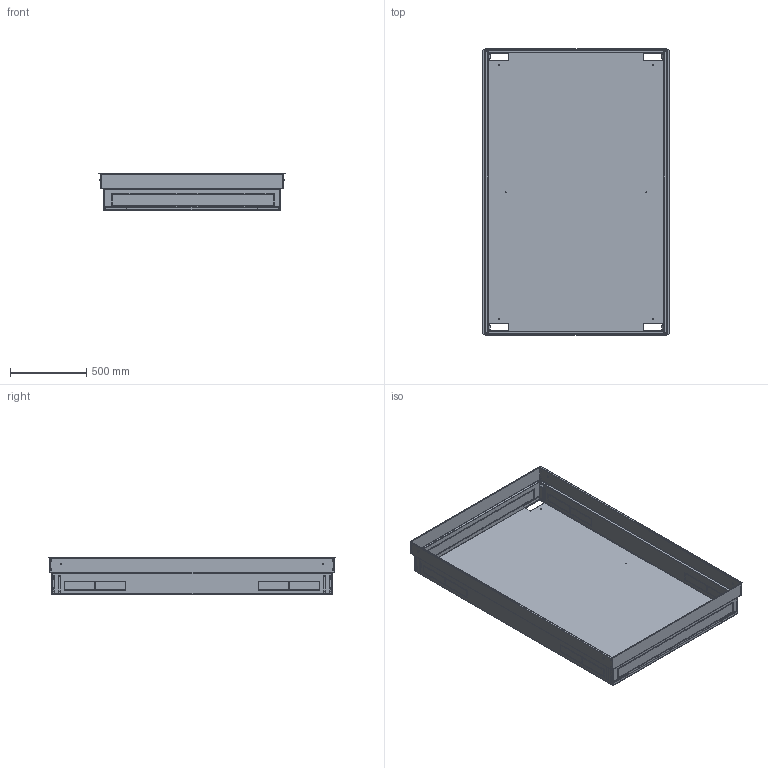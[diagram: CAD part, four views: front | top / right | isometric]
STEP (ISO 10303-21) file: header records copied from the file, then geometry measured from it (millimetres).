
FILE_DESCRIPTION (( 'STEP AP214' ), '1' );
FILE_NAME ('c_il369539-f_3d.STEP', '2019-10-17T13:22:35', ( '' ), ( '' ), 'SwSTEP 2.0', 'SolidWorks 2019', '' );
FILE_SCHEMA (( 'AUTOMOTIVE_DESIGN' ));
Length unit declared in the file: millimetre
Products named in the file (4): Insert enclosure side; Box; c_il369539-f_3d; part
Assembly tree (7 placements, depth 2):
  c_il369539-f_3d
    Box
    Insert enclosure side  x2
    part  x4
Bounding box: 1217 x 1873.5 x 240 mm (x, y, z)
Volume: 5613742.7 mm3; surface area: 7525033.6 mm2
Topology: 7 solids, 7 shells, 1046 faces, 2916 edges, 1884 vertices
Faces by surface type: plane 842, cylinder 204
Entity records: 22760 total; most frequent: CARTESIAN_POINT 3926, ORIENTED_EDGE 3908, DIRECTION 3622, EDGE_CURVE 1954, VECTOR 1706, LINE 1706, VERTEX_POINT 1262, AXIS2_PLACEMENT_3D 958
